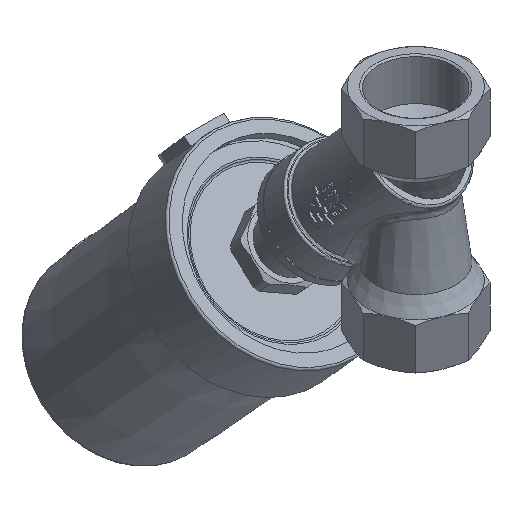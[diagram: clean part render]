
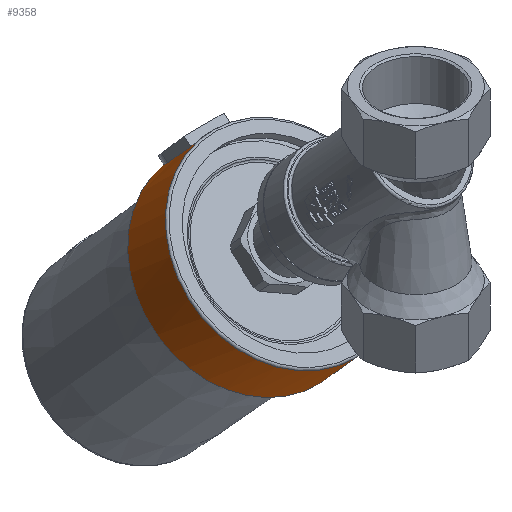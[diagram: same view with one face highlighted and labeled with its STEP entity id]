
A CAD part, isometric view. The second image highlights one B-rep face of the part: STEP entity #9358.
In plain terms, the highlighted cylindrical face has radius 49 mm (diameter 98 mm), a full revolution.
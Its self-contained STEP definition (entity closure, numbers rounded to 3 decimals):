
#629=B_SPLINE_CURVE_WITH_KNOTS('',3,(#22695,#22696,#22697,#22698,#22699,
#22700,#22701,#22702),.UNSPECIFIED.,.F.,.F.,(4,2,2,4),(4.97,
5.076,5.438,5.768),.UNSPECIFIED.);
#631=B_SPLINE_CURVE_WITH_KNOTS('',3,(#22718,#22719,#22720,#22721,#22722,
#22723,#22724,#22725),.UNSPECIFIED.,.F.,.F.,(4,2,2,4),(2.934,
3.263,3.626,3.731),.UNSPECIFIED.);
#959=CIRCLE('',#10416,49.);
#960=CIRCLE('',#10418,49.);
#961=CIRCLE('',#10419,49.);
#970=CIRCLE('',#10431,49.);
#971=CIRCLE('',#10432,49.);
#972=CIRCLE('',#10433,49.);
#1527=LINE('',#22812,#2025);
#2025=VECTOR('',#12828,49.);
#2791=FACE_OUTER_BOUND('',#3366,.T.);
#3366=EDGE_LOOP('',(#8601,#8602,#8603,#8604,#8605,#8606,#8607,#8608,#8609,
#8610,#8611,#8612));
#3579=ELLIPSE('',#10405,1404.032,49.);
#3580=ELLIPSE('',#10414,1404.032,49.);
#4451=VERTEX_POINT('',#22686);
#4452=VERTEX_POINT('',#22688);
#4453=VERTEX_POINT('',#22692);
#4454=VERTEX_POINT('',#22694);
#4455=VERTEX_POINT('',#22703);
#4460=VERTEX_POINT('',#22773);
#4461=VERTEX_POINT('',#22779);
#4470=VERTEX_POINT('',#22803);
#4471=VERTEX_POINT('',#22805);
#4472=VERTEX_POINT('',#22807);
#5838=EDGE_CURVE('',#4452,#4451,#3579,.T.);
#5841=EDGE_CURVE('',#4454,#4453,#629,.T.);
#5843=EDGE_CURVE('',#4451,#4455,#631,.T.);
#5851=EDGE_CURVE('',#4453,#4460,#3580,.T.);
#5852=EDGE_CURVE('',#4460,#4452,#959,.T.);
#5853=EDGE_CURVE('',#4455,#4461,#960,.T.);
#5854=EDGE_CURVE('',#4461,#4454,#961,.T.);
#5866=EDGE_CURVE('',#4470,#4471,#970,.T.);
#5867=EDGE_CURVE('',#4471,#4472,#971,.T.);
#5868=EDGE_CURVE('',#4472,#4470,#972,.T.);
#5870=EDGE_CURVE('',#4471,#4461,#1527,.T.);
#8601=ORIENTED_EDGE('',*,*,#5868,.F.);
#8602=ORIENTED_EDGE('',*,*,#5867,.F.);
#8603=ORIENTED_EDGE('',*,*,#5870,.T.);
#8604=ORIENTED_EDGE('',*,*,#5854,.T.);
#8605=ORIENTED_EDGE('',*,*,#5841,.T.);
#8606=ORIENTED_EDGE('',*,*,#5851,.T.);
#8607=ORIENTED_EDGE('',*,*,#5852,.T.);
#8608=ORIENTED_EDGE('',*,*,#5838,.T.);
#8609=ORIENTED_EDGE('',*,*,#5843,.T.);
#8610=ORIENTED_EDGE('',*,*,#5853,.T.);
#8611=ORIENTED_EDGE('',*,*,#5870,.F.);
#8612=ORIENTED_EDGE('',*,*,#5866,.F.);
#8854=CYLINDRICAL_SURFACE('',#10435,49.);
#9358=ADVANCED_FACE('',(#2791),#8854,.T.);
#10405=AXIS2_PLACEMENT_3D('',#22689,#12758,#12759);
#10414=AXIS2_PLACEMENT_3D('',#22775,#12781,#12782);
#10416=AXIS2_PLACEMENT_3D('',#22777,#12785,#12786);
#10418=AXIS2_PLACEMENT_3D('',#22780,#12789,#12790);
#10419=AXIS2_PLACEMENT_3D('',#22781,#12791,#12792);
#10431=AXIS2_PLACEMENT_3D('',#22806,#12818,#12819);
#10432=AXIS2_PLACEMENT_3D('',#22808,#12820,#12821);
#10433=AXIS2_PLACEMENT_3D('',#22809,#12822,#12823);
#10435=AXIS2_PLACEMENT_3D('',#22811,#12826,#12827);
#12758=DIRECTION('center_axis',(0.999,0.035,0.));
#12759=DIRECTION('ref_axis',(0.035,-0.999,0.));
#12781=DIRECTION('center_axis',(-0.999,0.035,0.));
#12782=DIRECTION('ref_axis',(0.035,0.999,0.));
#12785=DIRECTION('center_axis',(0.,-1.,0.));
#12786=DIRECTION('ref_axis',(1.,0.,0.));
#12789=DIRECTION('center_axis',(0.,-1.,0.));
#12790=DIRECTION('ref_axis',(1.,0.,0.));
#12791=DIRECTION('center_axis',(0.,-1.,0.));
#12792=DIRECTION('ref_axis',(1.,0.,0.));
#12818=DIRECTION('center_axis',(0.,-1.,0.));
#12819=DIRECTION('ref_axis',(-1.,0.,0.));
#12820=DIRECTION('center_axis',(0.,-1.,0.));
#12821=DIRECTION('ref_axis',(-1.,0.,0.));
#12822=DIRECTION('center_axis',(0.,-1.,0.));
#12823=DIRECTION('ref_axis',(-1.,0.,0.));
#12826=DIRECTION('center_axis',(0.,-1.,0.));
#12827=DIRECTION('ref_axis',(1.,0.,0.));
#12828=DIRECTION('',(0.,1.,0.));
#22686=CARTESIAN_POINT('',(9.592,31.738,-48.052));
#22688=CARTESIAN_POINT('',(10.25,12.903,-47.916));
#22689=CARTESIAN_POINT('Origin',(0.,306.425,
0.));
#22692=CARTESIAN_POINT('',(-9.592,31.738,-48.052));
#22694=CARTESIAN_POINT('',(-5.989,38.903,-48.633));
#22695=CARTESIAN_POINT('Ctrl Pts',(-5.989,38.903,-48.633));
#22696=CARTESIAN_POINT('Ctrl Pts',(-6.272,38.677,-48.598));
#22697=CARTESIAN_POINT('Ctrl Pts',(-6.539,38.438,-48.562));
#22698=CARTESIAN_POINT('Ctrl Pts',(-7.637,37.34,-48.409));
#22699=CARTESIAN_POINT('Ctrl Pts',(-8.375,36.263,-48.281));
#22700=CARTESIAN_POINT('Ctrl Pts',(-9.311,34.008,-48.109));
#22701=CARTESIAN_POINT('Ctrl Pts',(-9.554,32.848,-48.06));
#22702=CARTESIAN_POINT('Ctrl Pts',(-9.592,31.738,-48.052));
#22703=CARTESIAN_POINT('',(5.989,38.903,-48.633));
#22718=CARTESIAN_POINT('Ctrl Pts',(9.592,31.738,-48.052));
#22719=CARTESIAN_POINT('Ctrl Pts',(9.554,32.848,-48.06));
#22720=CARTESIAN_POINT('Ctrl Pts',(9.311,34.008,-48.109));
#22721=CARTESIAN_POINT('Ctrl Pts',(8.375,36.263,-48.281));
#22722=CARTESIAN_POINT('Ctrl Pts',(7.637,37.34,-48.409));
#22723=CARTESIAN_POINT('Ctrl Pts',(6.539,38.438,-48.562));
#22724=CARTESIAN_POINT('Ctrl Pts',(6.272,38.677,-48.598));
#22725=CARTESIAN_POINT('Ctrl Pts',(5.989,38.903,-48.633));
#22773=CARTESIAN_POINT('',(-10.25,12.903,-47.916));
#22775=CARTESIAN_POINT('Origin',(0.,306.425,
0.));
#22777=CARTESIAN_POINT('Origin',(0.,12.903,
0.));
#22779=CARTESIAN_POINT('',(-49.,38.903,0.));
#22780=CARTESIAN_POINT('Origin',(0.,38.903,
0.));
#22781=CARTESIAN_POINT('Origin',(0.,38.903,
0.));
#22803=CARTESIAN_POINT('',(0.,9.903,49.));
#22805=CARTESIAN_POINT('',(-49.,9.903,0.));
#22806=CARTESIAN_POINT('Origin',(0.,9.903,
0.));
#22807=CARTESIAN_POINT('',(49.,9.903,0.));
#22808=CARTESIAN_POINT('Origin',(0.,9.903,
0.));
#22809=CARTESIAN_POINT('Origin',(0.,9.903,
0.));
#22811=CARTESIAN_POINT('Origin',(0.,23.903,
0.));
#22812=CARTESIAN_POINT('',(-49.,23.903,0.));
